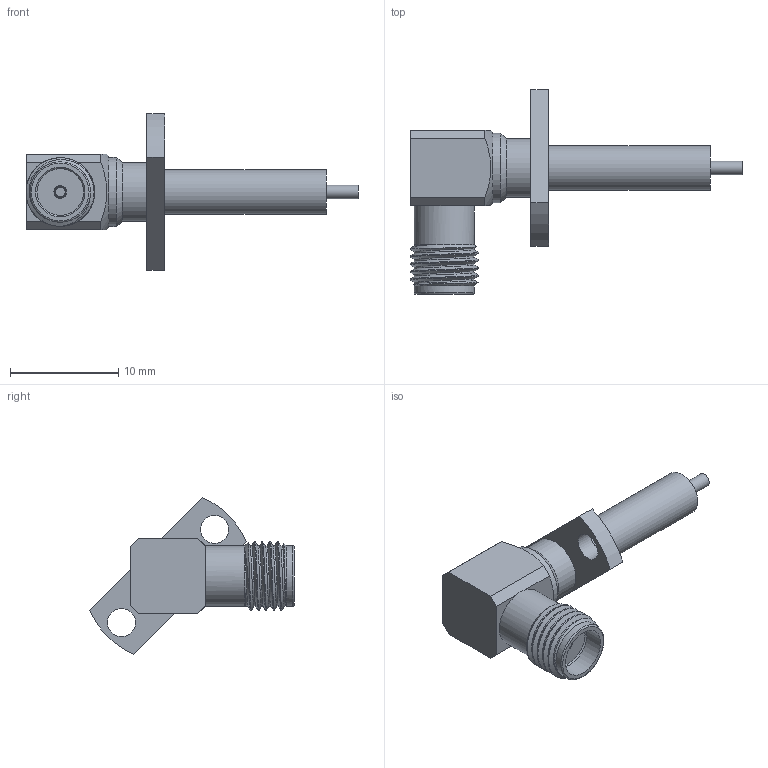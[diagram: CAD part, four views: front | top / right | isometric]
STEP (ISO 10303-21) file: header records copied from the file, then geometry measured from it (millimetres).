
FILE_DESCRIPTION (( 'STEP AP214' ), '1' );
FILE_NAME ('FMCN4385_3D.STEP', '2022-12-30T23:21:35', ( '' ), ( '' ), 'SwSTEP 2.0', 'SolidWorks 2022', '' );
FILE_SCHEMA (( 'AUTOMOTIVE_DESIGN' ));
Length unit declared in the file: inch
Products named in the file (1): FMCN4385_3D
Bounding box: 30.73 x 18.94 x 14.5 mm (x, y, z)
Volume: 963.5 mm3; surface area: 981.8 mm2
Topology: 1 solids, 1 shells, 52 faces, 127 edges, 82 vertices
Faces by surface type: plane 27, cylinder 14, cone 7, bspline 3, torus 1
Full cylindrical faces by diameter (mm): 0.914 x1, 1.168 x1, 1.27 x1, 2.591 x2, 4.115 x1, 4.572 x1, 5.471 x1, 5.582 x2, 6.4 x1
Entity records: 3292 total; most frequent: CARTESIAN_POINT 2154, DIRECTION 216, ORIENTED_EDGE 212, EDGE_CURVE 106, AXIS2_PLACEMENT_3D 87, EDGE_LOOP 76, VERTEX_POINT 76, FACE_OUTER_BOUND 64
